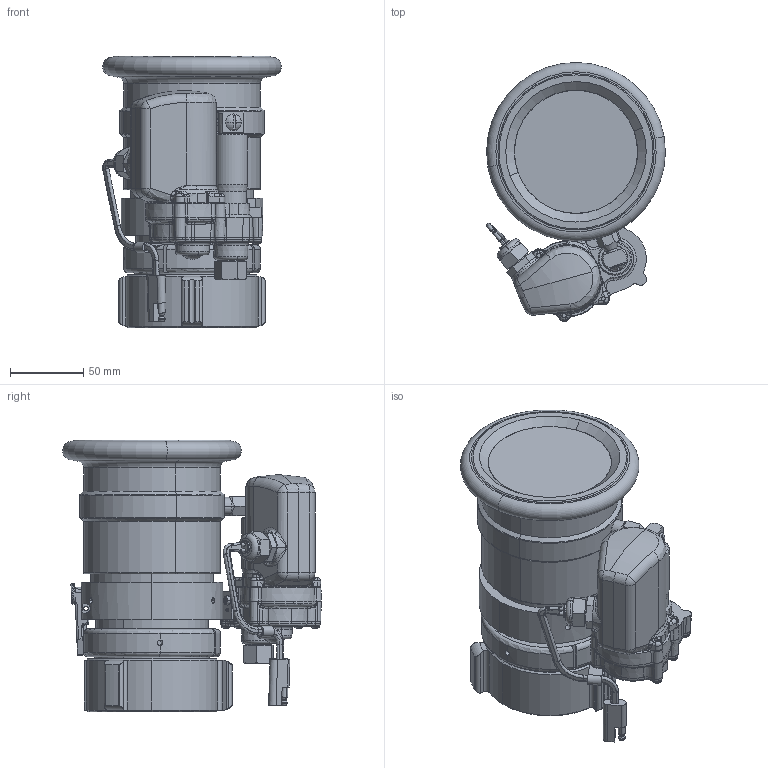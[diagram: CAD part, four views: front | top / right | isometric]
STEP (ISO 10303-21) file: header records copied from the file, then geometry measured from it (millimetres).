
FILE_DESCRIPTION (( 'STEP AP203' ), '1' );
FILE_NAME ('6000-700E.STEP', '2013-02-06T21:24:09', ( '' ), ( '' ), 'SwSTEP 2.0', 'SolidWorks 2012', '' );
FILE_SCHEMA (( 'CONFIG_CONTROL_DESIGN' ));
Products named in the file (52): 6000-700E; 6000-700E51; 6000-700E50; 6000-700E49; 6000-700E48; 6000-700E47; 6000-700E46; 6000-700E45; 6000-700E44; 6000-700E43; 6000-700E42; 6000-700E41; 6000-700E40; 6000-700E39; 6000-700E38; 6000-700E37; 6000-700E36; 6000-700E35; 6000-700E34; 6000-700E33; 6000-700E32; 6000-700E31; 6000-700E30; 6000-700E29; 6000-700E28; 6000-700E27; 6000-700E26; 6000-700E25; 6000-700E24; 6000-700E23; 6000-700E22; 6000-700E21; 6000-700E20; 6000-700E19; 6000-700E18; 6000-700E17; 6000-700E16; 6000-700E15; 6000-700E14; 6000-700E13 ...
Assembly tree (51 placements, depth 2):
  6000-700E
    6000-700E1
    6000-700E2
    6000-700E3
    6000-700E4
    6000-700E5
    6000-700E6
    6000-700E7
    6000-700E8
    6000-700E9
    6000-700E10
    6000-700E11
    6000-700E12
    6000-700E13
    6000-700E14
    6000-700E15
    6000-700E16
    6000-700E17
    6000-700E18
    6000-700E19
    6000-700E20
    6000-700E21
    6000-700E22
    6000-700E23
    6000-700E24
    6000-700E25
    6000-700E26
    6000-700E27
    6000-700E28
    6000-700E29
    6000-700E30
    6000-700E31
    6000-700E32
    6000-700E33
    6000-700E34
    6000-700E35
    6000-700E36
    6000-700E37
    6000-700E38
    6000-700E39
    6000-700E40
    6000-700E41
    6000-700E42
    6000-700E43
    6000-700E44
    6000-700E45
    6000-700E46
    6000-700E47
    6000-700E48
    6000-700E49
    6000-700E50
    6000-700E51
Bounding box: 122.22 x 176.93 x 185.83 mm (x, y, z)
Volume: 1332101.6 mm3; surface area: 351673.3 mm2
Topology: 51 solids, 51 shells, 2006 faces, 4786 edges, 2988 vertices
Faces by surface type: cylinder 696, plane 598, cone 267, bspline 236, torus 183, sphere 26
Entity records: 103389 total; most frequent: CARTESIAN_POINT 53183, ORIENTED_EDGE 9458, DIRECTION 8886, EDGE_CURVE 4729, AXIS2_PLACEMENT_3D 3589, VERTEX_POINT 2986, EDGE_LOOP 2289, ADVANCED_FACE 2005
